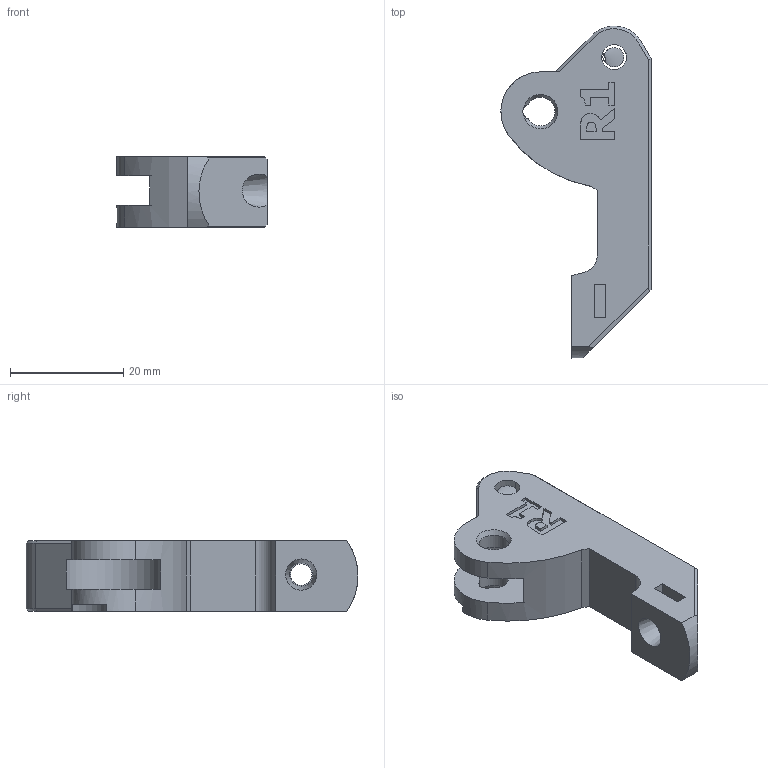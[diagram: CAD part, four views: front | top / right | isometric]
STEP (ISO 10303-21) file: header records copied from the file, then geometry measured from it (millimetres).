
FILE_DESCRIPTION(/* description */ (''),/* implementation_level */ '2;1');
FILE_NAME(/* name */ 'MINI-extruder-idler.stp',/* time_stamp */ '2019',/* author */ ('Robert Turinsky'),/* organization */ (''),/* preprocessor_version */ 'ST-DEVELOPER v17.2',/* originating_system */ 'Autodesk Inventor 2019',/* authorisation */ '');
FILE_SCHEMA (('AUTOMOTIVE_DESIGN { 1 0 10303 214 3 1 1 }'));
Length unit declared in the file: millimetre
Products named in the file (1): idler4.3
Bounding box: 26.46 x 58.5 x 12.5 mm (x, y, z)
Volume: 8745.9 mm3; surface area: 5460.9 mm2
Topology: 1 solids, 3 shells, 141 faces, 375 edges, 242 vertices
Faces by surface type: plane 103, cylinder 21, bspline 9, cone 8
Full cylindrical faces by diameter (mm): 3.75 x1, 6.6 x2
Entity records: 4520 total; most frequent: CARTESIAN_POINT 970, ORIENTED_EDGE 750, DIRECTION 679, EDGE_CURVE 375, LINE 289, VECTOR 289, VERTEX_POINT 242, AXIS2_PLACEMENT_3D 195
